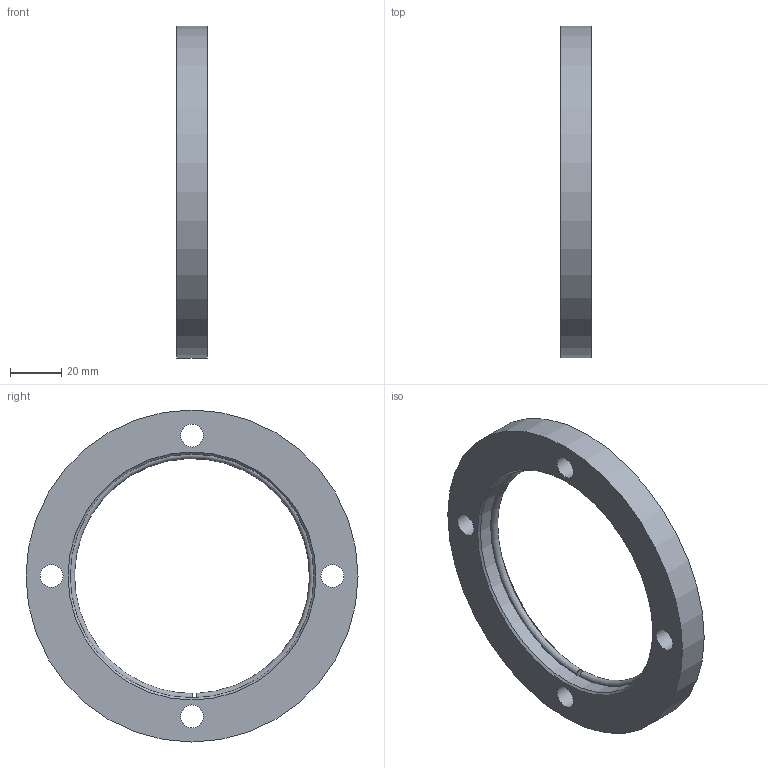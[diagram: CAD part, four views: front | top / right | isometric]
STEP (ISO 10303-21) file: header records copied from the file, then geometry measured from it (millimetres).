
FILE_DESCRIPTION (( 'STEP AP214' ), '1' );
FILE_NAME ('C1ISO63FULLVAC.STEP', '2025-07-03T14:00:13', ( '' ), ( '' ), 'SwSTEP 2.0', 'SolidWorks 2017', '' );
FILE_SCHEMA (( 'AUTOMOTIVE_DESIGN' ));
Length unit declared in the file: millimetre
Products named in the file (1): C1ISO63FULLVAC
Bounding box: 12 x 130 x 130 mm (x, y, z)
Volume: 69795.2 mm3; surface area: 23955.5 mm2
Topology: 2 solids, 2 shells, 16 faces, 31 edges, 20 vertices
Faces by surface type: cylinder 7, plane 5, torus 2, cone 2
Full cylindrical faces by diameter (mm): 9 x4, 95.5 x1, 98.5 x1, 130 x1
Entity records: 417 total; most frequent: DIRECTION 72, CARTESIAN_POINT 55, ORIENTED_EDGE 38, EDGE_LOOP 38, AXIS2_PLACEMENT_3D 36, FACE_OUTER_BOUND 25, EDGE_CURVE 19, CIRCLE 19
